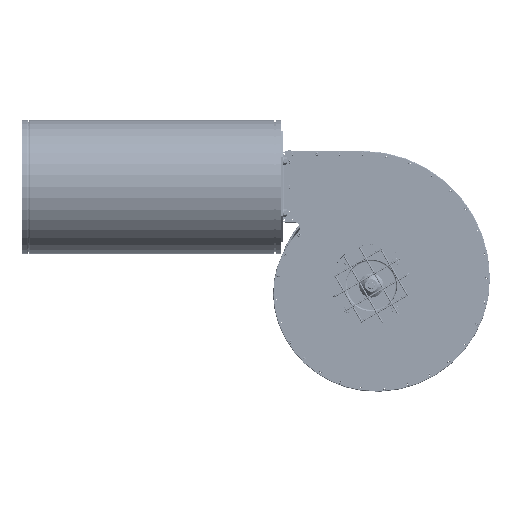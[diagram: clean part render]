
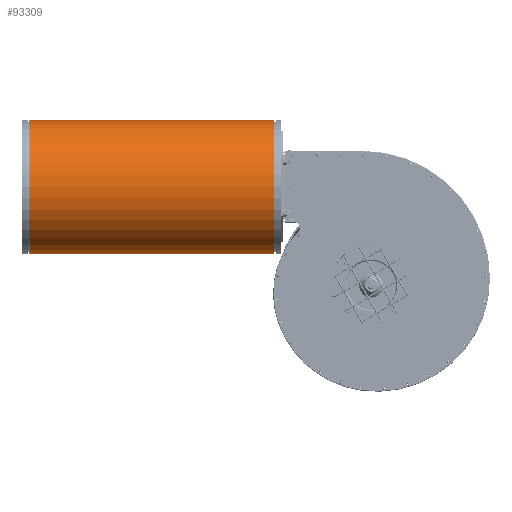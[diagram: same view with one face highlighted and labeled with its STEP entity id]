
A CAD part, top view. The second image highlights one B-rep face of the part: STEP entity #93309.
In plain terms, the highlighted cylindrical face has radius 128.75 mm (diameter 257.5 mm), a full revolution.
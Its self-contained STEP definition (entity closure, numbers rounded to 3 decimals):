
#13396=FACE_OUTER_BOUND('',#19571,.T.);
#19571=EDGE_LOOP('',(#81879,#81880,#81881,#81882,#81883,#81884));
#26163=LINE('',#172399,#32712);
#32712=VECTOR('',#122270,128.75);
#35829=CIRCLE('',#100790,128.75);
#35831=CIRCLE('',#100792,128.75);
#35832=CIRCLE('',#100794,128.75);
#35833=CIRCLE('',#100795,128.75);
#44065=VERTEX_POINT('',#172389);
#44066=VERTEX_POINT('',#172390);
#44067=VERTEX_POINT('',#172395);
#44068=VERTEX_POINT('',#172396);
#56680=EDGE_CURVE('',#44065,#44066,#35829,.T.);
#56682=EDGE_CURVE('',#44066,#44065,#35831,.T.);
#56683=EDGE_CURVE('',#44067,#44068,#35832,.T.);
#56684=EDGE_CURVE('',#44068,#44067,#35833,.T.);
#56685=EDGE_CURVE('',#44068,#44066,#26163,.T.);
#81879=ORIENTED_EDGE('',*,*,#56683,.F.);
#81880=ORIENTED_EDGE('',*,*,#56684,.F.);
#81881=ORIENTED_EDGE('',*,*,#56685,.T.);
#81882=ORIENTED_EDGE('',*,*,#56682,.T.);
#81883=ORIENTED_EDGE('',*,*,#56680,.T.);
#81884=ORIENTED_EDGE('',*,*,#56685,.F.);
#82946=CYLINDRICAL_SURFACE('',#100793,128.75);
#93309=ADVANCED_FACE('',(#13396),#82946,.T.);
#100790=AXIS2_PLACEMENT_3D('',#172391,#122258,#122259);
#100792=AXIS2_PLACEMENT_3D('',#172393,#122262,#122263);
#100793=AXIS2_PLACEMENT_3D('',#172394,#122264,#122265);
#100794=AXIS2_PLACEMENT_3D('',#172397,#122266,#122267);
#100795=AXIS2_PLACEMENT_3D('',#172398,#122268,#122269);
#122258=DIRECTION('center_axis',(1.,0.,0.));
#122259=DIRECTION('ref_axis',(0.,0.,
1.));
#122262=DIRECTION('center_axis',(1.,0.,0.));
#122263=DIRECTION('ref_axis',(0.,0.,
1.));
#122264=DIRECTION('center_axis',(1.,0.,0.));
#122265=DIRECTION('ref_axis',(0.,0.,
1.));
#122266=DIRECTION('center_axis',(1.,0.,0.));
#122267=DIRECTION('ref_axis',(0.,0.,
1.));
#122268=DIRECTION('center_axis',(1.,0.,0.));
#122269=DIRECTION('ref_axis',(0.,0.,
1.));
#122270=DIRECTION('',(-1.,0.,0.));
#172389=CARTESIAN_POINT('',(-659.65,318.95,70.5));
#172390=CARTESIAN_POINT('',(-659.65,190.2,-58.25));
#172391=CARTESIAN_POINT('Origin',(-659.65,190.2,70.5));
#172393=CARTESIAN_POINT('Origin',(-659.65,190.2,70.5));
#172394=CARTESIAN_POINT('Origin',(-423.9,190.2,70.5));
#172395=CARTESIAN_POINT('',(-188.15,318.95,70.5));
#172396=CARTESIAN_POINT('',(-188.15,190.2,-58.25));
#172397=CARTESIAN_POINT('Origin',(-188.15,190.2,70.5));
#172398=CARTESIAN_POINT('Origin',(-188.15,190.2,70.5));
#172399=CARTESIAN_POINT('',(-423.9,190.2,-58.25));
